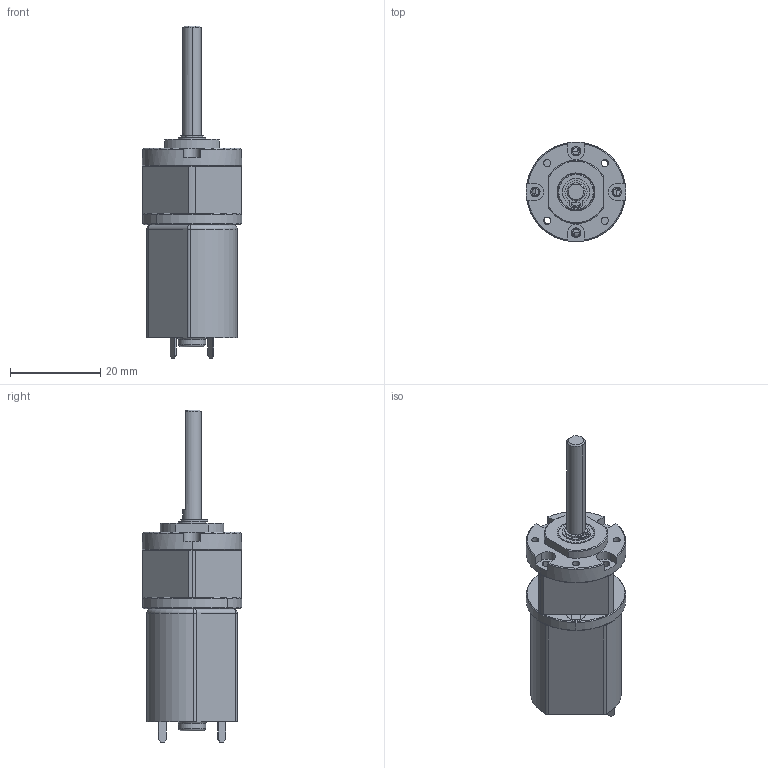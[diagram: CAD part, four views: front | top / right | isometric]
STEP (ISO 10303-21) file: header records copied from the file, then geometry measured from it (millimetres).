
FILE_DESCRIPTION (( 'STEP AP203' ), '1' );
FILE_NAME ('RepeatCompactBrushed.STEP', '2024-02-03T20:04:12', ( '' ), ( '' ), 'SwSTEP 2.0', 'SolidWorks 2021', '' );
FILE_SCHEMA (( 'CONFIG_CONTROL_DESIGN' ));
Length unit declared in the file: millimetre
Products named in the file (9): 130Motor; Faceplate; RingGearSquare; ShimWasher; MotorPlate; Clip; RepeatCompactBrushed; MR84ZZ; Compact_Shaft_Billet
Assembly tree (9 placements, depth 2):
  RepeatCompactBrushed
    Faceplate
    MR84ZZ  x2
    Compact_Shaft_Billet
    ShimWasher
    Clip
    RingGearSquare
    MotorPlate
    130Motor
Bounding box: 22 x 22 x 73.4 mm (x, y, z)
Volume: 11161.2 mm3; surface area: 7698.2 mm2
Topology: 9 solids, 9 shells, 461 faces, 1237 edges, 802 vertices
Faces by surface type: cylinder 218, bspline 90, plane 86, cone 43, torus 20, sphere 4
Full cylindrical faces by diameter (mm): 6 x1
Entity records: 19378 total; most frequent: CARTESIAN_POINT 7283, ORIENTED_EDGE 2404, DIRECTION 2243, EDGE_CURVE 1202, AXIS2_PLACEMENT_3D 874, VERTEX_POINT 786, EDGE_LOOP 508, CIRCLE 505
